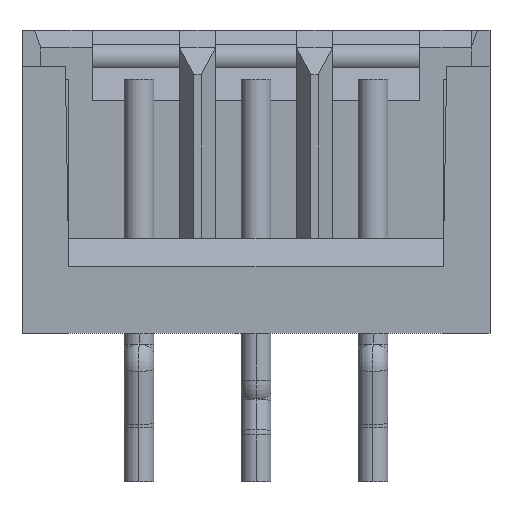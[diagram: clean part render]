
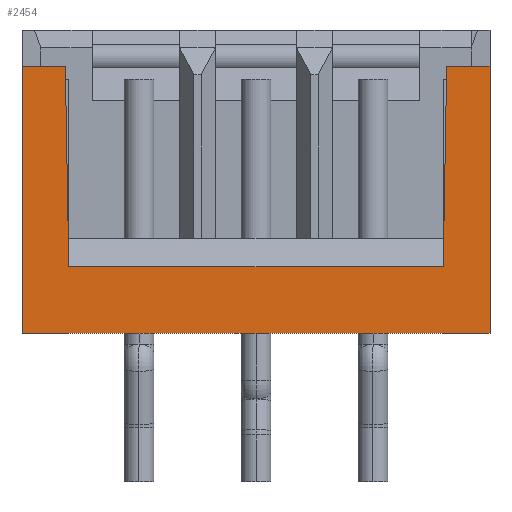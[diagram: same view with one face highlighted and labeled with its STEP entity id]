
A CAD part, front view. The second image highlights one B-rep face of the part: STEP entity #2454.
In plain terms, the highlighted planar face has unit normal (0, -1, 0).
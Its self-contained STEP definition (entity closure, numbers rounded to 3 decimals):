
#547=DIRECTION('',(1.,0.,0.));
#548=VECTOR('',#547,10.);
#549=CARTESIAN_POINT('',(-5.,-2.225,-6.48));
#550=LINE('',#549,#548);
#629=DIRECTION('',(-0.017,0.,1.));
#630=VECTOR('',#629,4.281);
#631=CARTESIAN_POINT('',(-4.,-2.225,-5.05));
#632=LINE('',#631,#630);
#665=DIRECTION('',(-0.017,0.,-1.));
#666=VECTOR('',#665,4.281);
#667=CARTESIAN_POINT('',(4.075,-2.225,-0.77));
#668=LINE('',#667,#666);
#689=DIRECTION('',(0.,0.,1.));
#690=VECTOR('',#689,5.71);
#691=CARTESIAN_POINT('',(-5.,-2.225,-6.48));
#692=LINE('',#691,#690);
#693=DIRECTION('',(1.,0.,0.));
#694=VECTOR('',#693,8.);
#695=CARTESIAN_POINT('',(-4.,-2.225,-5.05));
#696=LINE('',#695,#694);
#697=DIRECTION('',(-1.,0.,0.));
#698=VECTOR('',#697,0.925);
#699=CARTESIAN_POINT('',(5.,-2.225,-0.77));
#700=LINE('',#699,#698);
#701=DIRECTION('',(0.,0.,-1.));
#702=VECTOR('',#701,5.71);
#703=CARTESIAN_POINT('',(5.,-2.225,-0.77));
#704=LINE('',#703,#702);
#705=DIRECTION('',(1.,0.,0.));
#706=VECTOR('',#705,0.925);
#707=CARTESIAN_POINT('',(-5.,-2.225,-0.77));
#708=LINE('',#707,#706);
#1220=CARTESIAN_POINT('',(-5.,-2.225,-6.48));
#1221=CARTESIAN_POINT('',(5.,-2.225,-6.48));
#1222=VERTEX_POINT('',#1220);
#1223=VERTEX_POINT('',#1221);
#1232=CARTESIAN_POINT('',(5.,-2.225,-0.77));
#1233=VERTEX_POINT('',#1232);
#1342=CARTESIAN_POINT('',(4.075,-2.225,-0.77));
#1343=VERTEX_POINT('',#1342);
#1344=CARTESIAN_POINT('',(4.,-2.225,-5.05));
#1345=VERTEX_POINT('',#1344);
#1356=CARTESIAN_POINT('',(-4.,-2.225,-5.05));
#1357=VERTEX_POINT('',#1356);
#1438=CARTESIAN_POINT('',(-5.,-2.225,-0.77));
#1440=VERTEX_POINT('',#1438);
#1448=CARTESIAN_POINT('',(-4.075,-2.225,-0.77));
#1450=VERTEX_POINT('',#1448);
#2436=CARTESIAN_POINT('',(-5.,-2.225,-5.05));
#2437=DIRECTION('',(0.,-1.,0.));
#2438=DIRECTION('',(0.,0.,-1.));
#2439=AXIS2_PLACEMENT_3D('',#2436,#2437,#2438);
#2440=PLANE('',#2439);
#2441=ORIENTED_EDGE('',*,*,#1589,.T.);
#2443=ORIENTED_EDGE('',*,*,#2442,.T.);
#2444=ORIENTED_EDGE('',*,*,#2385,.F.);
#2445=ORIENTED_EDGE('',*,*,#2409,.T.);
#2446=ORIENTED_EDGE('',*,*,#2419,.F.);
#2448=ORIENTED_EDGE('',*,*,#2447,.F.);
#2450=ORIENTED_EDGE('',*,*,#2449,.T.);
#2451=ORIENTED_EDGE('',*,*,#2306,.F.);
#2452=EDGE_LOOP('',(#2441,#2443,#2444,#2445,#2446,#2448,#2450,#2451));
#2453=FACE_OUTER_BOUND('',#2452,.F.);
#1589=EDGE_CURVE('',#1222,#1440,#692,.T.);
#2306=EDGE_CURVE('',#1222,#1223,#550,.T.);
#2385=EDGE_CURVE('',#1357,#1450,#632,.T.);
#2409=EDGE_CURVE('',#1357,#1345,#696,.T.);
#2419=EDGE_CURVE('',#1343,#1345,#668,.T.);
#2442=EDGE_CURVE('',#1440,#1450,#708,.T.);
#2447=EDGE_CURVE('',#1233,#1343,#700,.T.);
#2449=EDGE_CURVE('',#1233,#1223,#704,.T.);
#2454=ADVANCED_FACE('',(#2453),#2440,.T.);
